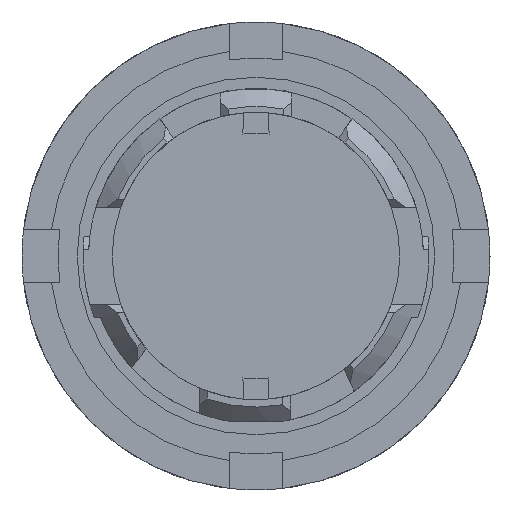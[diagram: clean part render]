
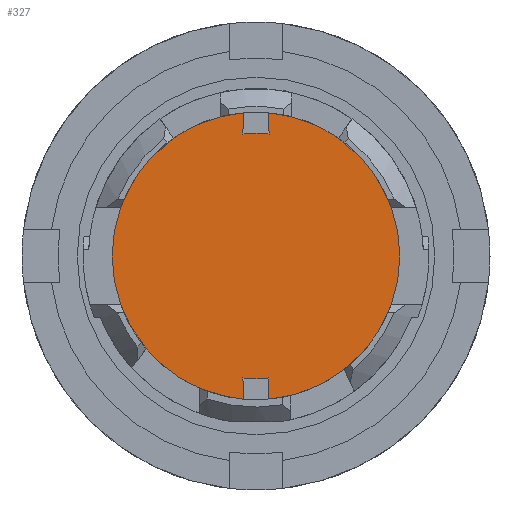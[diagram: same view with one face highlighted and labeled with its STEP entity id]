
A CAD part, front view. The second image highlights one B-rep face of the part: STEP entity #327.
In plain terms, the highlighted planar face has unit normal (0, -1, 0).
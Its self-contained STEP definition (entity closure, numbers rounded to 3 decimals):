
#327 = ADVANCED_FACE( '', ( #695 ), #696, .F. );
#695 = FACE_OUTER_BOUND( '', #1096, .T. );
#696 = PLANE( '', #1097 );
#1096 = EDGE_LOOP( '', ( #2066, #2067, #2068, #2069, #2070, #2071, #2072, #2073, #2074, #2075, #2076, #2077 ) );
#1097 = AXIS2_PLACEMENT_3D( '', #2078, #2079, #2080 );
#2066 = ORIENTED_EDGE( '', *, *, #2391, .T. );
#2067 = ORIENTED_EDGE( '', *, *, #2695, .T. );
#2068 = ORIENTED_EDGE( '', *, *, #2671, .F. );
#2069 = ORIENTED_EDGE( '', *, *, #2757, .F. );
#2070 = ORIENTED_EDGE( '', *, *, #2751, .F. );
#2071 = ORIENTED_EDGE( '', *, *, #2471, .F. );
#2072 = ORIENTED_EDGE( '', *, *, #2758, .T. );
#2073 = ORIENTED_EDGE( '', *, *, #2759, .T. );
#2074 = ORIENTED_EDGE( '', *, *, #2748, .F. );
#2075 = ORIENTED_EDGE( '', *, *, #2760, .F. );
#2076 = ORIENTED_EDGE( '', *, *, #2662, .F. );
#2077 = ORIENTED_EDGE( '', *, *, #2506, .F. );
#2078 = CARTESIAN_POINT( '', ( 0., -18.4, 0. ) );
#2079 = DIRECTION( '', ( 0., 1., 0. ) );
#2080 = DIRECTION( '', ( -1., 0., 0. ) );
#2391 = EDGE_CURVE( '', #2864, #2865, #2866, .F. );
#2471 = EDGE_CURVE( '', #3003, #3006, #3007, .T. );
#2506 = EDGE_CURVE( '', #2864, #3063, #3064, .T. );
#2662 = EDGE_CURVE( '', #3063, #3304, #3305, .T. );
#2671 = EDGE_CURVE( '', #2876, #3317, #3318, .T. );
#2695 = EDGE_CURVE( '', #2865, #3317, #3346, .F. );
#2748 = EDGE_CURVE( '', #3408, #3410, #3411, .T. );
#2751 = EDGE_CURVE( '', #3006, #2845, #3415, .T. );
#2757 = EDGE_CURVE( '', #2845, #2876, #3421, .T. );
#2758 = EDGE_CURVE( '', #3003, #3422, #3423, .F. );
#2759 = EDGE_CURVE( '', #3422, #3410, #3424, .F. );
#2760 = EDGE_CURVE( '', #3304, #3408, #3425, .T. );
#2845 = VERTEX_POINT( '', #3522 );
#2864 = VERTEX_POINT( '', #3550 );
#2865 = VERTEX_POINT( '', #3551 );
#2866 = CIRCLE( '', #3552, 7.55 );
#2876 = VERTEX_POINT( '', #3565 );
#3003 = VERTEX_POINT( '', #3748 );
#3006 = VERTEX_POINT( '', #3752 );
#3007 = LINE( '', #3753, #3754 );
#3063 = VERTEX_POINT( '', #3821 );
#3064 = LINE( '', #3822, #3823 );
#3304 = VERTEX_POINT( '', #4152 );
#3305 = CIRCLE( '', #4153, 8.85 );
#3317 = VERTEX_POINT( '', #4169 );
#3318 = CIRCLE( '', #4170, 8.85 );
#3346 = LINE( '', #4223, #4224 );
#3408 = VERTEX_POINT( '', #4313 );
#3410 = VERTEX_POINT( '', #4316 );
#3411 = CIRCLE( '', #4317, 8.85 );
#3415 = CIRCLE( '', #4322, 8.85 );
#3421 = CIRCLE( '', #4330, 8.85 );
#3422 = VERTEX_POINT( '', #4331 );
#3423 = CIRCLE( '', #4332, 7.55 );
#3424 = LINE( '', #4333, #4334 );
#3425 = CIRCLE( '', #4335, 8.85 );
#3522 = CARTESIAN_POINT( '', ( 8.326, -18.4, 3. ) );
#3550 = CARTESIAN_POINT( '', ( -0.8, -18.4, -7.507 ) );
#3551 = CARTESIAN_POINT( '', ( 0.8, -18.4, -7.507 ) );
#3552 = AXIS2_PLACEMENT_3D( '', #4447, #4448, #4449 );
#3565 = CARTESIAN_POINT( '', ( 8.326, -18.4, -3. ) );
#3748 = CARTESIAN_POINT( '', ( 0.8, -18.4, 7.507 ) );
#3752 = CARTESIAN_POINT( '', ( 0.8, -18.4, 8.814 ) );
#3753 = CARTESIAN_POINT( '', ( 0.8, -18.4, 8.814 ) );
#3754 = VECTOR( '', #4540, 1000. );
#3821 = CARTESIAN_POINT( '', ( -0.8, -18.4, -8.814 ) );
#3822 = CARTESIAN_POINT( '', ( -0.8, -18.4, -8.814 ) );
#3823 = VECTOR( '', #4597, 1000. );
#4152 = CARTESIAN_POINT( '', ( -8.326, -18.4, -3. ) );
#4153 = AXIS2_PLACEMENT_3D( '', #4816, #4817, #4818 );
#4169 = CARTESIAN_POINT( '', ( 0.8, -18.4, -8.814 ) );
#4170 = AXIS2_PLACEMENT_3D( '', #4835, #4836, #4837 );
#4223 = CARTESIAN_POINT( '', ( 0.8, -18.4, 0. ) );
#4224 = VECTOR( '', #4851, 1000. );
#4313 = CARTESIAN_POINT( '', ( -8.326, -18.4, 3. ) );
#4316 = CARTESIAN_POINT( '', ( -0.8, -18.4, 8.814 ) );
#4317 = AXIS2_PLACEMENT_3D( '', #4904, #4905, #4906 );
#4322 = AXIS2_PLACEMENT_3D( '', #4911, #4912, #4913 );
#4330 = AXIS2_PLACEMENT_3D( '', #4922, #4923, #4924 );
#4331 = CARTESIAN_POINT( '', ( -0.8, -18.4, 7.507 ) );
#4332 = AXIS2_PLACEMENT_3D( '', #4925, #4926, #4927 );
#4333 = CARTESIAN_POINT( '', ( -0.8, -18.4, 0. ) );
#4334 = VECTOR( '', #4928, 1000. );
#4335 = AXIS2_PLACEMENT_3D( '', #4929, #4930, #4931 );
#4447 = CARTESIAN_POINT( '', ( 0., -18.4, 0. ) );
#4448 = DIRECTION( '', ( 0., 1., 0. ) );
#4449 = DIRECTION( '', ( 0., 0., -1. ) );
#4540 = DIRECTION( '', ( 0., 0., 1. ) );
#4597 = DIRECTION( '', ( 0., 0., -1. ) );
#4816 = CARTESIAN_POINT( '', ( 0., -18.4, 0. ) );
#4817 = DIRECTION( '', ( 0., 1., 0. ) );
#4818 = DIRECTION( '', ( 0., 0., -1. ) );
#4835 = CARTESIAN_POINT( '', ( 0., -18.4, 0. ) );
#4836 = DIRECTION( '', ( 0., 1., 0. ) );
#4837 = DIRECTION( '', ( 0., 0., -1. ) );
#4851 = DIRECTION( '', ( 0., 0., 1. ) );
#4904 = CARTESIAN_POINT( '', ( 0., -18.4, 0. ) );
#4905 = DIRECTION( '', ( 0., 1., 0. ) );
#4906 = DIRECTION( '', ( 0., 0., -1. ) );
#4911 = CARTESIAN_POINT( '', ( 0., -18.4, 0. ) );
#4912 = DIRECTION( '', ( 0., 1., 0. ) );
#4913 = DIRECTION( '', ( 0., 0., -1. ) );
#4922 = CARTESIAN_POINT( '', ( 0., -18.4, 0. ) );
#4923 = DIRECTION( '', ( 0., 1., 0. ) );
#4924 = DIRECTION( '', ( 0., 0., -1. ) );
#4925 = CARTESIAN_POINT( '', ( 0., -18.4, 0. ) );
#4926 = DIRECTION( '', ( 0., 1., 0. ) );
#4927 = DIRECTION( '', ( 0., 0., -1. ) );
#4928 = DIRECTION( '', ( 0., 0., -1. ) );
#4929 = CARTESIAN_POINT( '', ( 0., -18.4, 0. ) );
#4930 = DIRECTION( '', ( 0., 1., 0. ) );
#4931 = DIRECTION( '', ( 0., 0., -1. ) );
